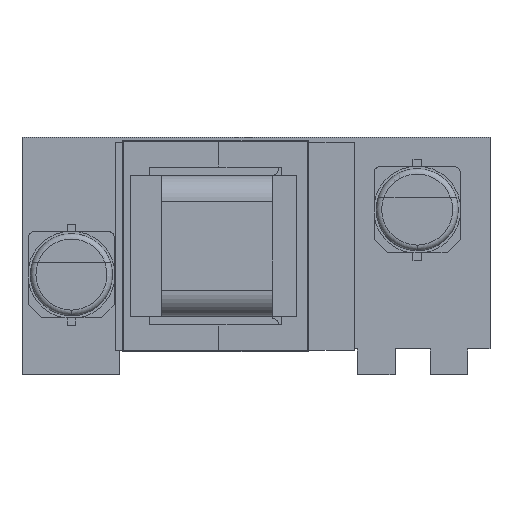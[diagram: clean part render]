
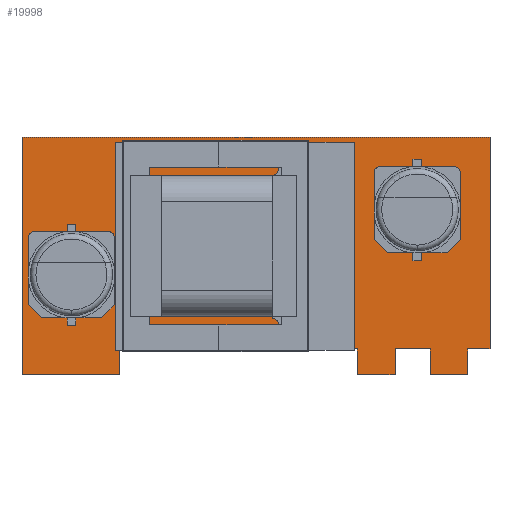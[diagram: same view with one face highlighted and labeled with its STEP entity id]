
A CAD part, top view. The second image highlights one B-rep face of the part: STEP entity #19998.
In plain terms, the highlighted planar face has unit normal (0, 0, 1).
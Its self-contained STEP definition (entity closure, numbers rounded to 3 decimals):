
#19549 = VERTEX_POINT('',#19550);
#19550 = CARTESIAN_POINT('',(18.,-7.15,1.51));
#19556 = EDGE_CURVE('',#19549,#19557,#19559,.T.);
#19557 = VERTEX_POINT('',#19558);
#19558 = CARTESIAN_POINT('',(16.3,-7.15,1.51));
#19559 = LINE('',#19560,#19561);
#19560 = CARTESIAN_POINT('',(18.,-7.15,1.51));
#19561 = VECTOR('',#19562,1.);
#19562 = DIRECTION('',(-1.,0.,0.));
#19587 = EDGE_CURVE('',#19557,#19588,#19590,.T.);
#19588 = VERTEX_POINT('',#19589);
#19589 = CARTESIAN_POINT('',(16.3,-9.15,1.51));
#19590 = LINE('',#19591,#19592);
#19591 = CARTESIAN_POINT('',(16.3,-7.15,1.51));
#19592 = VECTOR('',#19593,1.);
#19593 = DIRECTION('',(0.,-1.,0.));
#19618 = EDGE_CURVE('',#19588,#19619,#19621,.T.);
#19619 = VERTEX_POINT('',#19620);
#19620 = CARTESIAN_POINT('',(13.4,-9.15,1.51));
#19621 = LINE('',#19622,#19623);
#19622 = CARTESIAN_POINT('',(16.3,-9.15,1.51));
#19623 = VECTOR('',#19624,1.);
#19624 = DIRECTION('',(-1.,0.,0.));
#19649 = EDGE_CURVE('',#19619,#19650,#19652,.T.);
#19650 = VERTEX_POINT('',#19651);
#19651 = CARTESIAN_POINT('',(13.4,-7.15,1.51));
#19652 = LINE('',#19653,#19654);
#19653 = CARTESIAN_POINT('',(13.4,-9.15,1.51));
#19654 = VECTOR('',#19655,1.);
#19655 = DIRECTION('',(0.,1.,0.));
#19680 = EDGE_CURVE('',#19650,#19681,#19683,.T.);
#19681 = VERTEX_POINT('',#19682);
#19682 = CARTESIAN_POINT('',(10.7,-7.15,1.51));
#19683 = LINE('',#19684,#19685);
#19684 = CARTESIAN_POINT('',(13.4,-7.15,1.51));
#19685 = VECTOR('',#19686,1.);
#19686 = DIRECTION('',(-1.,0.,0.));
#19711 = EDGE_CURVE('',#19681,#19712,#19714,.T.);
#19712 = VERTEX_POINT('',#19713);
#19713 = CARTESIAN_POINT('',(10.7,-9.15,1.51));
#19714 = LINE('',#19715,#19716);
#19715 = CARTESIAN_POINT('',(10.7,-7.15,1.51));
#19716 = VECTOR('',#19717,1.);
#19717 = DIRECTION('',(0.,-1.,0.));
#19742 = EDGE_CURVE('',#19712,#19743,#19745,.T.);
#19743 = VERTEX_POINT('',#19744);
#19744 = CARTESIAN_POINT('',(7.8,-9.15,1.51));
#19745 = LINE('',#19746,#19747);
#19746 = CARTESIAN_POINT('',(10.7,-9.15,1.51));
#19747 = VECTOR('',#19748,1.);
#19748 = DIRECTION('',(-1.,0.,0.));
#19773 = EDGE_CURVE('',#19743,#19774,#19776,.T.);
#19774 = VERTEX_POINT('',#19775);
#19775 = CARTESIAN_POINT('',(7.8,-7.15,1.51));
#19776 = LINE('',#19777,#19778);
#19777 = CARTESIAN_POINT('',(7.8,-9.15,1.51));
#19778 = VECTOR('',#19779,1.);
#19779 = DIRECTION('',(0.,1.,0.));
#19804 = EDGE_CURVE('',#19774,#19805,#19807,.T.);
#19805 = VERTEX_POINT('',#19806);
#19806 = CARTESIAN_POINT('',(-10.5,-7.15,1.51));
#19807 = LINE('',#19808,#19809);
#19808 = CARTESIAN_POINT('',(7.8,-7.15,1.51));
#19809 = VECTOR('',#19810,1.);
#19810 = DIRECTION('',(-1.,0.,0.));
#19835 = EDGE_CURVE('',#19805,#19836,#19838,.T.);
#19836 = VERTEX_POINT('',#19837);
#19837 = CARTESIAN_POINT('',(-10.5,-9.15,1.51));
#19838 = LINE('',#19839,#19840);
#19839 = CARTESIAN_POINT('',(-10.5,-7.15,1.51));
#19840 = VECTOR('',#19841,1.);
#19841 = DIRECTION('',(0.,-1.,0.));
#19866 = EDGE_CURVE('',#19836,#19867,#19869,.T.);
#19867 = VERTEX_POINT('',#19868);
#19868 = CARTESIAN_POINT('',(-18.,-9.15,1.51));
#19869 = LINE('',#19870,#19871);
#19870 = CARTESIAN_POINT('',(-10.5,-9.15,1.51));
#19871 = VECTOR('',#19872,1.);
#19872 = DIRECTION('',(-1.,0.,0.));
#19897 = EDGE_CURVE('',#19867,#19898,#19900,.T.);
#19898 = VERTEX_POINT('',#19899);
#19899 = CARTESIAN_POINT('',(-18.,9.15,1.51));
#19900 = LINE('',#19901,#19902);
#19901 = CARTESIAN_POINT('',(-18.,-9.15,1.51));
#19902 = VECTOR('',#19903,1.);
#19903 = DIRECTION('',(0.,1.,0.));
#19928 = EDGE_CURVE('',#19898,#19929,#19931,.T.);
#19929 = VERTEX_POINT('',#19930);
#19930 = CARTESIAN_POINT('',(18.,9.15,1.51));
#19931 = LINE('',#19932,#19933);
#19932 = CARTESIAN_POINT('',(-18.,9.15,1.51));
#19933 = VECTOR('',#19934,1.);
#19934 = DIRECTION('',(1.,0.,0.));
#19959 = EDGE_CURVE('',#19929,#19549,#19960,.T.);
#19960 = LINE('',#19961,#19962);
#19961 = CARTESIAN_POINT('',(18.,9.15,1.51));
#19962 = VECTOR('',#19963,1.);
#19963 = DIRECTION('',(0.,-1.,0.));
#19998 = ADVANCED_FACE('',(#19999),#20015,.T.);
#19999 = FACE_BOUND('',#20000,.F.);
#20000 = EDGE_LOOP('',(#20001,#20002,#20003,#20004,#20005,#20006,#20007,
    #20008,#20009,#20010,#20011,#20012,#20013,#20014));
#20001 = ORIENTED_EDGE('',*,*,#19556,.T.);
#20002 = ORIENTED_EDGE('',*,*,#19587,.T.);
#20003 = ORIENTED_EDGE('',*,*,#19618,.T.);
#20004 = ORIENTED_EDGE('',*,*,#19649,.T.);
#20005 = ORIENTED_EDGE('',*,*,#19680,.T.);
#20006 = ORIENTED_EDGE('',*,*,#19711,.T.);
#20007 = ORIENTED_EDGE('',*,*,#19742,.T.);
#20008 = ORIENTED_EDGE('',*,*,#19773,.T.);
#20009 = ORIENTED_EDGE('',*,*,#19804,.T.);
#20010 = ORIENTED_EDGE('',*,*,#19835,.T.);
#20011 = ORIENTED_EDGE('',*,*,#19866,.T.);
#20012 = ORIENTED_EDGE('',*,*,#19897,.T.);
#20013 = ORIENTED_EDGE('',*,*,#19928,.T.);
#20014 = ORIENTED_EDGE('',*,*,#19959,.T.);
#20015 = PLANE('',#20016);
#20016 = AXIS2_PLACEMENT_3D('',#20017,#20018,#20019);
#20017 = CARTESIAN_POINT('',(0.,0.,1.51));
#20018 = DIRECTION('',(0.,0.,1.));
#20019 = DIRECTION('',(1.,0.,-0.));
